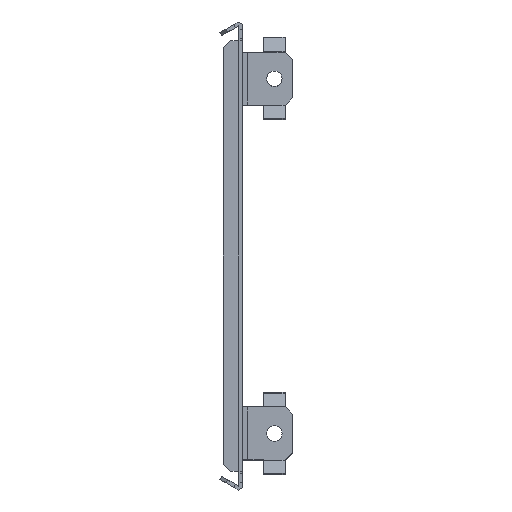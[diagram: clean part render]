
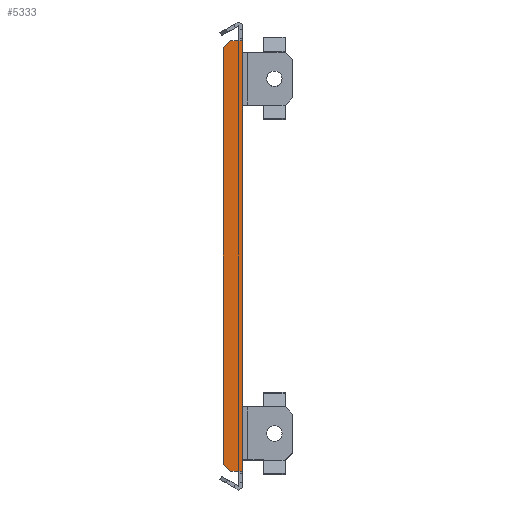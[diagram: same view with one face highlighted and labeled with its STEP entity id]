
A CAD part, front view. The second image highlights one B-rep face of the part: STEP entity #5333.
In plain terms, the highlighted planar face has unit normal (0, -1, 0).
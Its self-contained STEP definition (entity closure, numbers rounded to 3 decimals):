
#410 = ORIENTED_EDGE ( 'NONE', *, *, #7714, .T. ) ;
#511 = CARTESIAN_POINT ( 'NONE',  ( 0., -253., -90.897 ) ) ;
#1018 = LINE ( 'NONE', #10637, #1619 ) ;
#1049 = ORIENTED_EDGE ( 'NONE', *, *, #17043, .T. ) ;
#1089 = CARTESIAN_POINT ( 'NONE',  ( -47.948, -253., -47.948 ) ) ;
#1095 = CARTESIAN_POINT ( 'NONE',  ( 0., -253., 90.897 ) ) ;
#1619 = VECTOR ( 'NONE', #17422, 1000. ) ;
#1758 = ORIENTED_EDGE ( 'NONE', *, *, #3028, .T. ) ;
#1846 = ORIENTED_EDGE ( 'NONE', *, *, #7066, .T. ) ;
#2145 = LINE ( 'NONE', #15623, #2191 ) ;
#2191 = VECTOR ( 'NONE', #15891, 1000. ) ;
#3028 = EDGE_CURVE ( 'NONE', #10965, #10882, #15388, .T. ) ;
#3383 = ORIENTED_EDGE ( 'NONE', *, *, #5057, .T. ) ;
#3426 = FACE_OUTER_BOUND ( 'NONE', #9251, .T. ) ;
#4623 = ORIENTED_EDGE ( 'NONE', *, *, #5631, .T. ) ;
#4714 = LINE ( 'NONE', #7418, #4746 ) ;
#4746 = VECTOR ( 'NONE', #14251, 1000. ) ;
#4899 = VERTEX_POINT ( 'NONE', #11620 ) ;
#5057 = EDGE_CURVE ( 'NONE', #4899, #14469, #1018, .T. ) ;
#5083 = ORIENTED_EDGE ( 'NONE', *, *, #5204, .F. ) ;
#5204 = EDGE_CURVE ( 'NONE', #13359, #10882, #15181, .T. ) ;
#5333 = ADVANCED_FACE ( 'NONE', ( #3426 ), #8909, .F. ) ;
#5603 = DIRECTION ( 'NONE',  ( 0., 0., 1. ) ) ;
#5631 = EDGE_CURVE ( 'NONE', #16314, #4899, #17455, .T. ) ;
#6212 = CARTESIAN_POINT ( 'NONE',  ( 0., -253., 0. ) ) ;
#6567 = DIRECTION ( 'NONE',  ( 0.707, 0., -0.707 ) ) ;
#6970 = ORIENTED_EDGE ( 'NONE', *, *, #17262, .T. ) ;
#7066 = EDGE_CURVE ( 'NONE', #12096, #12752, #4714, .T. ) ;
#7418 = CARTESIAN_POINT ( 'NONE',  ( 0., -253., -90.897 ) ) ;
#7593 = CARTESIAN_POINT ( 'NONE',  ( -2.5, -253., -90.897 ) ) ;
#7714 = EDGE_CURVE ( 'NONE', #13359, #16314, #13679, .T. ) ;
#8519 = VECTOR ( 'NONE', #12589, 1000. ) ;
#8909 = PLANE ( 'NONE',  #14268 ) ;
#9231 = DIRECTION ( 'NONE',  ( -0.707, 0., -0.707 ) ) ;
#9251 = EDGE_LOOP ( 'NONE', ( #1846, #6970, #1758, #5083, #410, #4623, #3383, #1049 ) ) ;
#9605 = VECTOR ( 'NONE', #14838, 1000. ) ;
#9655 = VECTOR ( 'NONE', #5603, 1000. ) ;
#10440 = DIRECTION ( 'NONE',  ( 0., 0., 1. ) ) ;
#10637 = CARTESIAN_POINT ( 'NONE',  ( -8., -253., 0. ) ) ;
#10844 = CARTESIAN_POINT ( 'NONE',  ( -5., -253., 90.897 ) ) ;
#10882 = VERTEX_POINT ( 'NONE', #12385 ) ;
#10965 = VERTEX_POINT ( 'NONE', #511 ) ;
#11471 = CARTESIAN_POINT ( 'NONE',  ( -8., -253., -87.897 ) ) ;
#11620 = CARTESIAN_POINT ( 'NONE',  ( -8., -253., 87.897 ) ) ;
#12096 = VERTEX_POINT ( 'NONE', #13846 ) ;
#12187 = CARTESIAN_POINT ( 'NONE',  ( -47.948, -253., 47.948 ) ) ;
#12270 = CARTESIAN_POINT ( 'NONE',  ( -2.5, -253., 90.897 ) ) ;
#12385 = CARTESIAN_POINT ( 'NONE',  ( 0., -253., 90.897 ) ) ;
#12589 = DIRECTION ( 'NONE',  ( 1., 0., 0. ) ) ;
#12752 = VERTEX_POINT ( 'NONE', #7593 ) ;
#13140 = VECTOR ( 'NONE', #9231, 1000. ) ;
#13359 = VERTEX_POINT ( 'NONE', #12270 ) ;
#13679 = LINE ( 'NONE', #1095, #9605 ) ;
#13846 = CARTESIAN_POINT ( 'NONE',  ( -5., -253., -90.897 ) ) ;
#14026 = CARTESIAN_POINT ( 'NONE',  ( 0., -253., 90.897 ) ) ;
#14251 = DIRECTION ( 'NONE',  ( 1., 0., 0. ) ) ;
#14268 = AXIS2_PLACEMENT_3D ( 'NONE', #6212, #14385, #10440 ) ;
#14385 = DIRECTION ( 'NONE',  ( 0., 1., 0. ) ) ;
#14469 = VERTEX_POINT ( 'NONE', #11471 ) ;
#14838 = DIRECTION ( 'NONE',  ( -1., 0., 0. ) ) ;
#15181 = LINE ( 'NONE', #14026, #8519 ) ;
#15388 = LINE ( 'NONE', #16536, #9655 ) ;
#15623 = CARTESIAN_POINT ( 'NONE',  ( -2.5, -253., -90.897 ) ) ;
#15891 = DIRECTION ( 'NONE',  ( 1., 0., 0. ) ) ;
#16314 = VERTEX_POINT ( 'NONE', #10844 ) ;
#16332 = LINE ( 'NONE', #1089, #17346 ) ;
#16536 = CARTESIAN_POINT ( 'NONE',  ( 0., -253., 0. ) ) ;
#17043 = EDGE_CURVE ( 'NONE', #14469, #12096, #16332, .T. ) ;
#17262 = EDGE_CURVE ( 'NONE', #12752, #10965, #2145, .T. ) ;
#17346 = VECTOR ( 'NONE', #6567, 1000. ) ;
#17422 = DIRECTION ( 'NONE',  ( 0., 0., -1. ) ) ;
#17455 = LINE ( 'NONE', #12187, #13140 ) ;
